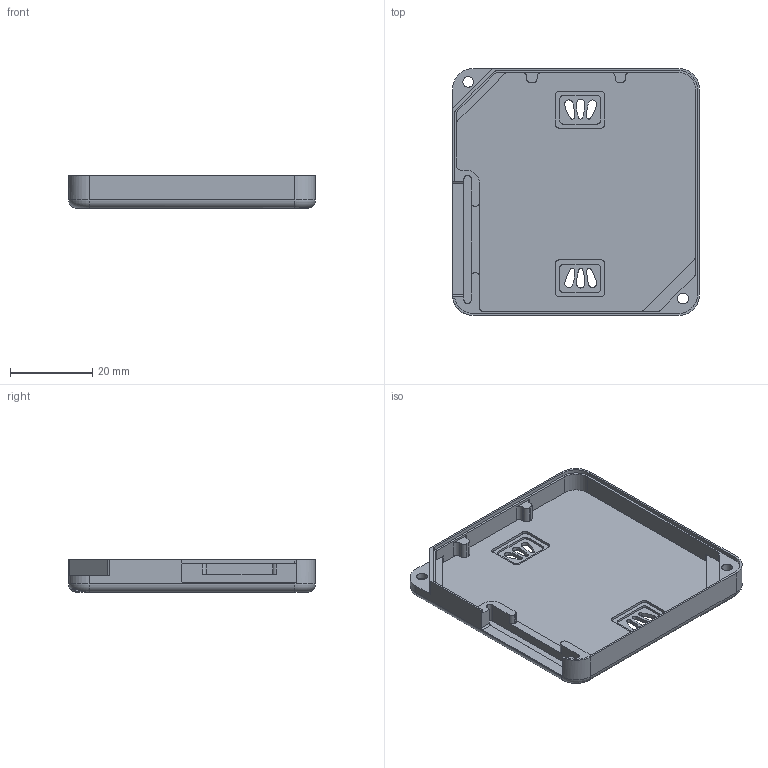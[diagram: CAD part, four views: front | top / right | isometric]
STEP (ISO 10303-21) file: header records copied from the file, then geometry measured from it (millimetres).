
FILE_DESCRIPTION(/* description */ (''),/* implementation_level */ '2;1');
FILE_NAME(/* name */ 'Kawaii Back.step',/* time_stamp */ '2025-07-10T12:47:22-04:00',/* author */ (''),/* organization */ (''),/* preprocessor_version */ 'ST-DEVELOPER v20.1',/* originating_system */ 'Autodesk Translation Framework v14.10.0.0',/* authorisation */ '');
FILE_SCHEMA (('AUTOMOTIVE_DESIGN { 1 0 10303 214 3 1 1 }'));
Length unit declared in the file: millimetre
Products named in the file (1): Kawaii Back "New"
Bounding box: 60 x 60 x 7.85 mm (x, y, z)
Volume: 9083.8 mm3; surface area: 10120.1 mm2
Topology: 1 solids, 1 shells, 211 faces, 566 edges, 362 vertices
Faces by surface type: cylinder 84, plane 70, bspline 33, torus 24
Full cylindrical faces by diameter (mm): 2.6 x2, 4.2 x1, 4.4 x1
Entity records: 8518 total; most frequent: CARTESIAN_POINT 3239, ORIENTED_EDGE 1132, DIRECTION 1056, EDGE_CURVE 566, AXIS2_PLACEMENT_3D 389, VERTEX_POINT 362, LINE 278, VECTOR 278
